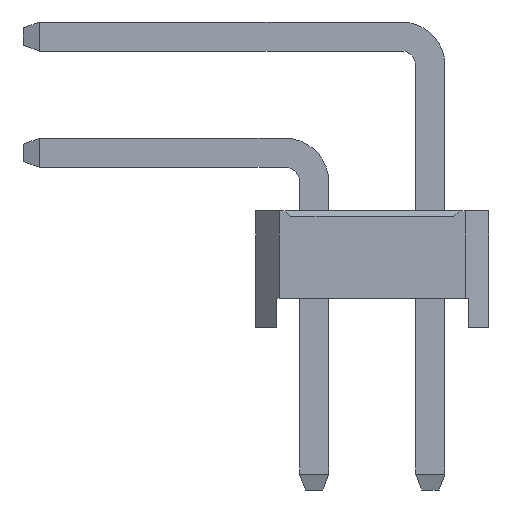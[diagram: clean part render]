
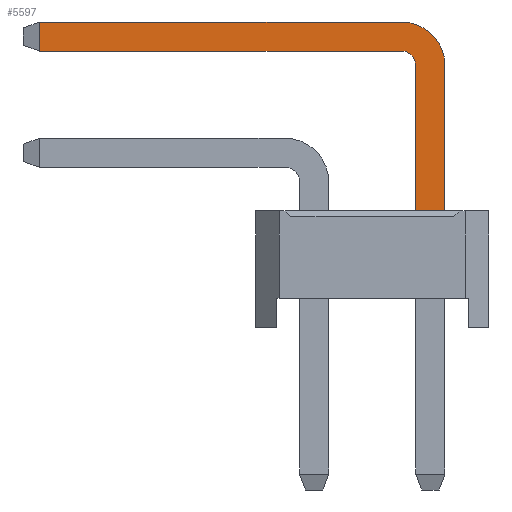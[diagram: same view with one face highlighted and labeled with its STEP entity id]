
A CAD part, left-side view. The second image highlights one B-rep face of the part: STEP entity #5597.
In plain terms, the highlighted planar face has unit normal (-1, 0, 0).
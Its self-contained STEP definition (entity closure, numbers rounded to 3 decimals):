
#5597=ADVANCED_FACE('',(#24633),#24635,.T.);
#24633=FACE_BOUND('',#24634,.T.);
#24634=EDGE_LOOP('',(#40049,#40050,#40051,#40052,#40053,#40054,#40055,#40056));
#24635=PLANE('',#24636);
#24636=AXIS2_PLACEMENT_3D('',#24637,#24638,#24639);
#24637=CARTESIAN_POINT('',(-0.25,-1.75,-2.8));
#24638=DIRECTION('',(-1.,0.,0.));
#24639=DIRECTION('',(0.,-1.,0.));
#40049=ORIENTED_EDGE('',*,*,#49541,.F.);
#40050=ORIENTED_EDGE('',*,*,#49542,.F.);
#40051=ORIENTED_EDGE('',*,*,#49543,.F.);
#40052=ORIENTED_EDGE('',*,*,#49544,.F.);
#40053=ORIENTED_EDGE('',*,*,#47157,.T.);
#40054=ORIENTED_EDGE('',*,*,#49540,.T.);
#40055=ORIENTED_EDGE('',*,*,#49545,.T.);
#40056=ORIENTED_EDGE('',*,*,#49546,.T.);
#47157=EDGE_CURVE('',#53075,#53073,#53076,.T.);
#49540=EDGE_CURVE('',#53073,#57168,#57170,.T.);
#49541=EDGE_CURVE('',#57171,#57172,#57173,.T.);
#49542=EDGE_CURVE('',#57174,#57171,#57175,.T.);
#49543=EDGE_CURVE('',#57176,#57174,#57177,.T.);
#49544=EDGE_CURVE('',#53075,#57176,#57178,.T.);
#49545=EDGE_CURVE('',#57168,#57179,#57180,.T.);
#49546=EDGE_CURVE('',#57179,#57172,#57181,.T.);
#53073=VERTEX_POINT('',#62886);
#53075=VERTEX_POINT('',#62890);
#53076=LINE('',#62891,#62892);
#57168=VERTEX_POINT('',#71901);
#57170=LINE('',#71905,#71906);
#57171=VERTEX_POINT('',#71908);
#57172=VERTEX_POINT('',#71909);
#57173=LINE('',#71910,#71911);
#57174=VERTEX_POINT('',#71913);
#57175=LINE('',#71914,#71915);
#57176=VERTEX_POINT('',#71917);
#57177=CIRCLE('',#71918,0.25);
#57178=LINE('',#71922,#71923);
#57179=VERTEX_POINT('',#71925);
#57180=CIRCLE('',#71926,0.75);
#57181=LINE('',#71930,#71931);
#62886=CARTESIAN_POINT('',(-0.25,-2.25,2.));
#62890=CARTESIAN_POINT('',(-0.25,-1.75,2.));
#62891=CARTESIAN_POINT('',(-0.25,-1.75,2.));
#62892=VECTOR('',#62893,1.);
#62893=DIRECTION('',(0.,-1.,0.));
#71901=CARTESIAN_POINT('',(-0.25,-2.25,4.5));
#71905=CARTESIAN_POINT('',(-0.25,-2.25,2.));
#71906=VECTOR('',#71907,1.);
#71907=DIRECTION('',(0.,0.,1.));
#71908=CARTESIAN_POINT('',(-0.25,4.725,4.75));
#71909=CARTESIAN_POINT('',(-0.25,4.725,5.25));
#71910=CARTESIAN_POINT('',(-0.25,4.725,4.75));
#71911=VECTOR('',#71912,1.);
#71912=DIRECTION('',(0.,0.,1.));
#71913=CARTESIAN_POINT('',(-0.25,-1.5,4.75));
#71914=CARTESIAN_POINT('',(-0.25,-1.5,4.75));
#71915=VECTOR('',#71916,1.);
#71916=DIRECTION('',(0.,1.,0.));
#71917=CARTESIAN_POINT('',(-0.25,-1.75,4.5));
#71918=AXIS2_PLACEMENT_3D('',#71919,#71920,#71921);
#71919=CARTESIAN_POINT('',(-0.25,-1.5,4.5));
#71920=DIRECTION('',(-1.,-0.,0.));
#71921=DIRECTION('',(0.,-1.,0.));
#71922=CARTESIAN_POINT('',(-0.25,-1.75,2.));
#71923=VECTOR('',#71924,1.);
#71924=DIRECTION('',(0.,0.,1.));
#71925=CARTESIAN_POINT('',(-0.25,-1.5,5.25));
#71926=AXIS2_PLACEMENT_3D('',#71927,#71928,#71929);
#71927=CARTESIAN_POINT('',(-0.25,-1.5,4.5));
#71928=DIRECTION('',(-1.,-0.,0.));
#71929=DIRECTION('',(0.,-1.,0.));
#71930=CARTESIAN_POINT('',(-0.25,-1.5,5.25));
#71931=VECTOR('',#71932,1.);
#71932=DIRECTION('',(0.,1.,0.));
